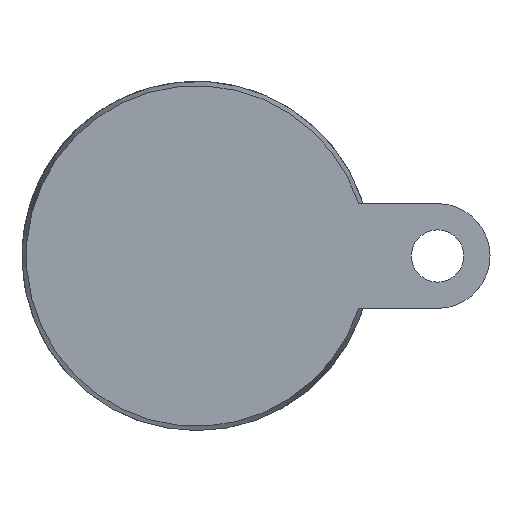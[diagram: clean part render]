
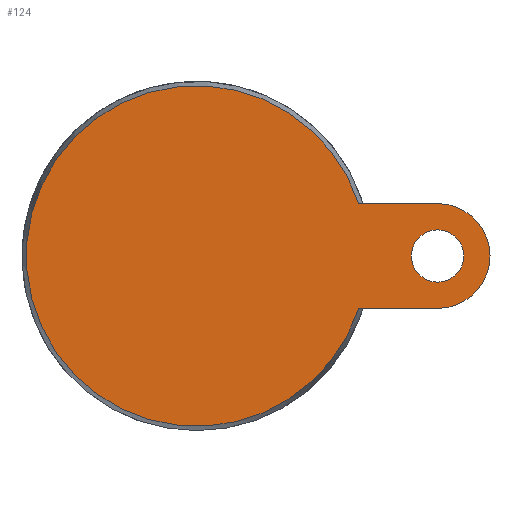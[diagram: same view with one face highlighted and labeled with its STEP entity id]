
A CAD part, front view. The second image highlights one B-rep face of the part: STEP entity #124.
In plain terms, the highlighted planar face has unit normal (0, -1, 0).
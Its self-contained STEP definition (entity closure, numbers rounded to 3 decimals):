
#124 = ADVANCED_FACE( '', ( #266, #267 ), #268, .F. );
#266 = FACE_BOUND( '', #457, .T. );
#267 = FACE_OUTER_BOUND( '', #458, .T. );
#268 = PLANE( '', #459 );
#457 = EDGE_LOOP( '', ( #719 ) );
#458 = EDGE_LOOP( '', ( #720, #721, #722, #723 ) );
#459 = AXIS2_PLACEMENT_3D( '', #724, #725, #726 );
#719 = ORIENTED_EDGE( '', *, *, #911, .T. );
#720 = ORIENTED_EDGE( '', *, *, #941, .F. );
#721 = ORIENTED_EDGE( '', *, *, #945, .T. );
#722 = ORIENTED_EDGE( '', *, *, #916, .F. );
#723 = ORIENTED_EDGE( '', *, *, #892, .F. );
#724 = CARTESIAN_POINT( '', ( 48.75, 0., 0. ) );
#725 = DIRECTION( '', ( 0., 1., 0. ) );
#726 = DIRECTION( '', ( 0., 0., 1. ) );
#892 = EDGE_CURVE( '', #1043, #1044, #1045, .T. );
#911 = EDGE_CURVE( '', #1072, #1072, #1073, .T. );
#916 = EDGE_CURVE( '', #1044, #1079, #1080, .T. );
#941 = EDGE_CURVE( '', #1113, #1043, #1115, .T. );
#945 = EDGE_CURVE( '', #1113, #1079, #1120, .T. );
#1043 = VERTEX_POINT( '', #1289 );
#1044 = VERTEX_POINT( '', #1290 );
#1045 = CIRCLE( '', #1291, 15. );
#1072 = VERTEX_POINT( '', #1362 );
#1073 = CIRCLE( '', #1363, 7.5 );
#1079 = VERTEX_POINT( '', #1385 );
#1080 = LINE( '', #1386, #1387 );
#1113 = VERTEX_POINT( '', #1448 );
#1115 = LINE( '', #1453, #1454 );
#1120 = CIRCLE( '', #1459, 48.75 );
#1289 = CARTESIAN_POINT( '', ( 69., 0., 15. ) );
#1290 = CARTESIAN_POINT( '', ( 69., 0., -15. ) );
#1291 = AXIS2_PLACEMENT_3D( '', #1583, #1584, #1585 );
#1362 = CARTESIAN_POINT( '', ( 76.5, 0., 0. ) );
#1363 = AXIS2_PLACEMENT_3D( '', #1598, #1599, #1600 );
#1385 = CARTESIAN_POINT( '', ( 46.385, 0., -15. ) );
#1386 = CARTESIAN_POINT( '', ( 69., 0., -15. ) );
#1387 = VECTOR( '', #1601, 1000. );
#1448 = CARTESIAN_POINT( '', ( 46.385, 0., 15. ) );
#1453 = CARTESIAN_POINT( '', ( 0., 0., 15. ) );
#1454 = VECTOR( '', #1620, 1000. );
#1459 = AXIS2_PLACEMENT_3D( '', #1624, #1625, #1626 );
#1583 = CARTESIAN_POINT( '', ( 69., 0., 0. ) );
#1584 = DIRECTION( '', ( 0., 1., 0. ) );
#1585 = DIRECTION( '', ( 1., 0., 0. ) );
#1598 = CARTESIAN_POINT( '', ( 69., 0., 0. ) );
#1599 = DIRECTION( '', ( 0., 1., 0. ) );
#1600 = DIRECTION( '', ( 1., 0., 0. ) );
#1601 = DIRECTION( '', ( -1., 0., 0. ) );
#1620 = DIRECTION( '', ( 1., 0., 0. ) );
#1624 = CARTESIAN_POINT( '', ( 0., 0., 0. ) );
#1625 = DIRECTION( '', ( 0., -1., 0. ) );
#1626 = DIRECTION( '', ( 0., 0., -1. ) );
